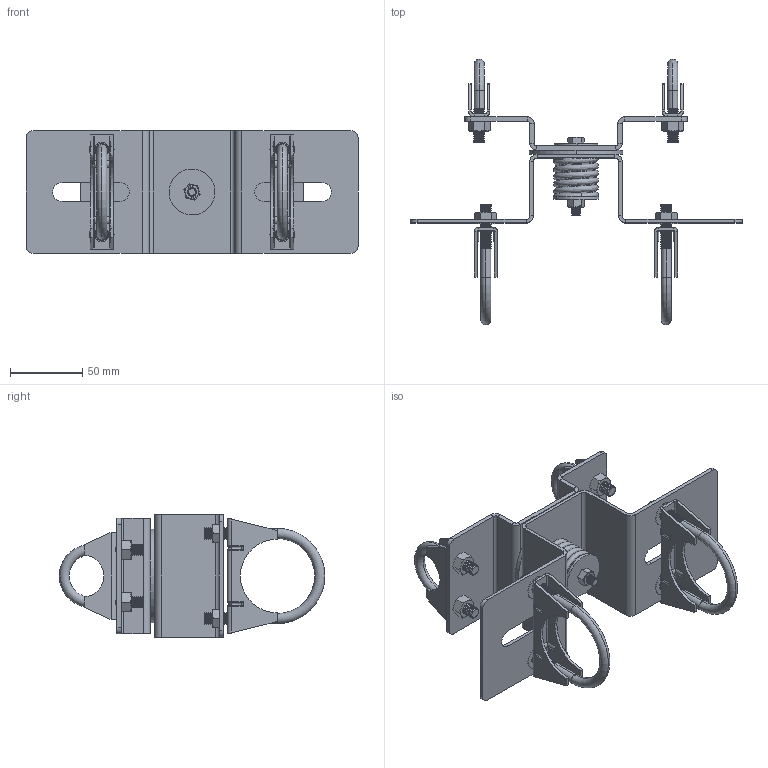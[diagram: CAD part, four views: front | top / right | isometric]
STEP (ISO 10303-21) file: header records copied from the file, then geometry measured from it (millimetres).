
FILE_DESCRIPTION (( 'STEP AP203' ), '1' );
FILE_NAME ('T84505.STEP', '2025-01-15T16:10:43', ( '' ), ( '' ), 'SwSTEP 2.0', 'SolidWorks 2022', '' );
FILE_SCHEMA (( 'CONFIG_CONTROL_DESIGN' ));
Length unit declared in the file: millimetre
Products named in the file (19): Hex Nut Style 1 GradeAB_Doughty Fastners_Hexagon Nut ISO - 4032 - M8 - D - S; TH1043; Binx Nut_M6YELL; Hex Bolt GradeC_Doughty Fastners_ISO 4016 - M6 x 50 x 50-WS; T84500_LABEL; T84500; S3836_Compressed; B Washer_Bright washer BS 4320 - M8 (Form B); T84505; T56600; PENNY WASHER_M6 x 30; T56900_For 2.5 Thk Material; T56800; TH3208; T63749-2; TH5115; T63749_For 3mm plate; TH4519; T63749-1
Assembly tree (24 placements, depth 4):
  T84505
    T56900_For 2.5 Thk Material  x2
      T56800
      T56600
      B Washer_Bright washer BS 4320 - M8 (Form B)
      Hex Nut Style 1 GradeAB_Doughty Fastners_Hexagon Nut ISO - 4032 - M8 - D - S
    T84500
      TH1043
      TH4519
      Hex Bolt GradeC_Doughty Fastners_ISO 4016 - M6 x 50 x 50-WS
      Binx Nut_M6YELL
      T84500_LABEL
      TH5115
      T63749_For 3mm plate  x2
        T63749-1
        T63749-2
        Hex Nut Style 1 GradeAB_Doughty Fastners_Hexagon Nut ISO - 4032 - M8 - D - S
      S3836_Compressed
      PENNY WASHER_M6 x 30
      TH3208
Bounding box: 230 x 184 x 85 mm (x, y, z)
Volume: 182997.6 mm3; surface area: 155952.9 mm2
Topology: 29 solids, 29 shells, 2638 faces, 6359 edges, 3816 vertices
Faces by surface type: cone 1228, cylinder 653, plane 553, bspline 149, torus 55
Entity records: 60412 total; most frequent: CARTESIAN_POINT 20814, DIRECTION 7930, ORIENTED_EDGE 7846, EDGE_CURVE 3923, AXIS2_PLACEMENT_3D 2972, VERTEX_POINT 2426, VECTOR 1986, LINE 1986
